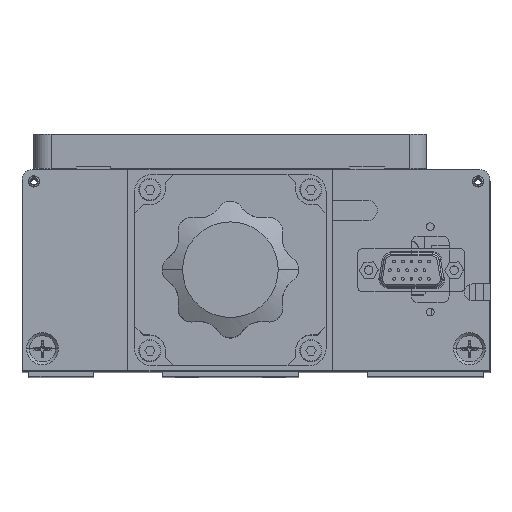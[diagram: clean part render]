
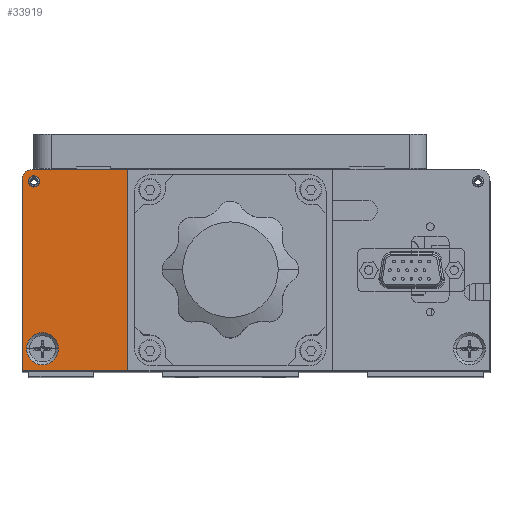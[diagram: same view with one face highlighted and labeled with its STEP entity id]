
A CAD part, top view. The second image highlights one B-rep face of the part: STEP entity #33919.
In plain terms, the highlighted planar face has unit normal (0, 0, 1).
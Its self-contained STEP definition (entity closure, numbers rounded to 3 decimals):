
#894 = VERTEX_POINT ( 'NONE', #3882 ) ;
#1380 = CARTESIAN_POINT ( 'NONE',  ( -68.611, 50.082, 142.5 ) ) ;
#1453 = DIRECTION ( 'NONE',  ( 0., 0., 1. ) ) ;
#1693 = CIRCLE ( 'NONE', #30765, 1.65 ) ;
#1805 = EDGE_CURVE ( 'NONE', #894, #9722, #21176, .T. ) ;
#2635 = AXIS2_PLACEMENT_3D ( 'NONE', #25252, #5029, #28629 ) ;
#2938 = DIRECTION ( 'NONE',  ( 0., 0., 1. ) ) ;
#3250 = DIRECTION ( 'NONE',  ( 0., 1., 0. ) ) ;
#3772 = LINE ( 'NONE', #7244, #37511 ) ;
#3882 = CARTESIAN_POINT ( 'NONE',  ( -60.911, -2.418, 142.5 ) ) ;
#4086 = EDGE_CURVE ( 'NONE', #37804, #14169, #3772, .T. ) ;
#4113 = FACE_OUTER_BOUND ( 'NONE', #18845, .T. ) ;
#5029 = DIRECTION ( 'NONE',  ( 0., 0., 1. ) ) ;
#5577 = ORIENTED_EDGE ( 'NONE', *, *, #4086, .T. ) ;
#6628 = CARTESIAN_POINT ( 'NONE',  ( -65.611, -2.418, 142.5 ) ) ;
#7244 = CARTESIAN_POINT ( 'NONE',  ( -71.611, 47.082, 142.5 ) ) ;
#7760 = CARTESIAN_POINT ( 'NONE',  ( -71.611, 47.082, 142.5 ) ) ;
#7862 = ORIENTED_EDGE ( 'NONE', *, *, #28238, .T. ) ;
#7926 = ORIENTED_EDGE ( 'NONE', *, *, #39778, .F. ) ;
#8703 = DIRECTION ( 'NONE',  ( 0., 0., 1. ) ) ;
#9047 = LINE ( 'NONE', #20134, #25933 ) ;
#9419 = VERTEX_POINT ( 'NONE', #23472 ) ;
#9606 = VERTEX_POINT ( 'NONE', #1380 ) ;
#9722 = VERTEX_POINT ( 'NONE', #13118 ) ;
#10362 = DIRECTION ( 'NONE',  ( 1., 0., 0. ) ) ;
#10421 = AXIS2_PLACEMENT_3D ( 'NONE', #23151, #2938, #26534 ) ;
#10774 = DIRECTION ( 'NONE',  ( 0., -1., 0. ) ) ;
#10914 = EDGE_CURVE ( 'NONE', #9722, #894, #22521, .T. ) ;
#11416 = ORIENTED_EDGE ( 'NONE', *, *, #1805, .F. ) ;
#12495 = ORIENTED_EDGE ( 'NONE', *, *, #20823, .T. ) ;
#13112 = FACE_BOUND ( 'NONE', #39494, .T. ) ;
#13118 = CARTESIAN_POINT ( 'NONE',  ( -70.311, -2.418, 142.5 ) ) ;
#13165 = CARTESIAN_POINT ( 'NONE',  ( -68.611, 47.082, 142.5 ) ) ;
#13511 = CIRCLE ( 'NONE', #2635, 1.65 ) ;
#14169 = VERTEX_POINT ( 'NONE', #42284 ) ;
#16617 = DIRECTION ( 'NONE',  ( 1., 0., 0. ) ) ;
#16994 = CARTESIAN_POINT ( 'NONE',  ( -69.761, 46.582, 142.5 ) ) ;
#18473 = DIRECTION ( 'NONE',  ( -1., 0., 0. ) ) ;
#18845 = EDGE_LOOP ( 'NONE', ( #12495, #5577, #22953, #23696, #7862 ) ) ;
#19384 = VECTOR ( 'NONE', #18473, 1000. ) ;
#20134 = CARTESIAN_POINT ( 'NONE',  ( -40.611, 50.082, 142.5 ) ) ;
#20823 = EDGE_CURVE ( 'NONE', #9606, #37804, #39081, .T. ) ;
#20854 = EDGE_CURVE ( 'NONE', #9419, #26673, #9047, .T. ) ;
#21053 = FACE_BOUND ( 'NONE', #42620, .T. ) ;
#21176 = CIRCLE ( 'NONE', #30706, 4.7 ) ;
#21694 = VERTEX_POINT ( 'NONE', #22433 ) ;
#22433 = CARTESIAN_POINT ( 'NONE',  ( -66.461, 46.582, 142.5 ) ) ;
#22521 = CIRCLE ( 'NONE', #38187, 4.7 ) ;
#22885 = VECTOR ( 'NONE', #30573, 1000. ) ;
#22935 = DIRECTION ( 'NONE',  ( 1., 0., 0. ) ) ;
#22953 = ORIENTED_EDGE ( 'NONE', *, *, #31077, .T. ) ;
#23151 = CARTESIAN_POINT ( 'NONE',  ( -68.611, 47.082, 142.5 ) ) ;
#23472 = CARTESIAN_POINT ( 'NONE',  ( -40.611, -8.918, 142.5 ) ) ;
#23696 = ORIENTED_EDGE ( 'NONE', *, *, #20854, .T. ) ;
#25252 = CARTESIAN_POINT ( 'NONE',  ( -68.111, 46.582, 142.5 ) ) ;
#25933 = VECTOR ( 'NONE', #3250, 1000. ) ;
#26350 = AXIS2_PLACEMENT_3D ( 'NONE', #13165, #36695, #16617 ) ;
#26534 = DIRECTION ( 'NONE',  ( 1., 0., 0. ) ) ;
#26673 = VERTEX_POINT ( 'NONE', #35099 ) ;
#27197 = CARTESIAN_POINT ( 'NONE',  ( -40.611, -8.918, 142.5 ) ) ;
#28001 = ORIENTED_EDGE ( 'NONE', *, *, #35206, .F. ) ;
#28238 = EDGE_CURVE ( 'NONE', #26673, #9606, #32998, .T. ) ;
#28629 = DIRECTION ( 'NONE',  ( 1., 0., 0. ) ) ;
#28872 = CARTESIAN_POINT ( 'NONE',  ( -68.111, 46.582, 142.5 ) ) ;
#29747 = PLANE ( 'NONE',  #10421 ) ;
#30573 = DIRECTION ( 'NONE',  ( 1., 0., 0. ) ) ;
#30706 = AXIS2_PLACEMENT_3D ( 'NONE', #38361, #39073, #10362 ) ;
#30765 = AXIS2_PLACEMENT_3D ( 'NONE', #28872, #8703, #32260 ) ;
#30879 = ORIENTED_EDGE ( 'NONE', *, *, #10914, .F. ) ;
#31024 = VERTEX_POINT ( 'NONE', #16994 ) ;
#31077 = EDGE_CURVE ( 'NONE', #14169, #9419, #40727, .T. ) ;
#32260 = DIRECTION ( 'NONE',  ( 1., 0., 0. ) ) ;
#32998 = LINE ( 'NONE', #35158, #19384 ) ;
#33919 = ADVANCED_FACE ( 'NONE', ( #13112, #4113, #21053 ), #29747, .T. ) ;
#35099 = CARTESIAN_POINT ( 'NONE',  ( -40.611, 50.082, 142.5 ) ) ;
#35158 = CARTESIAN_POINT ( 'NONE',  ( -40.611, 50.082, 142.5 ) ) ;
#35206 = EDGE_CURVE ( 'NONE', #21694, #31024, #1693, .T. ) ;
#36695 = DIRECTION ( 'NONE',  ( 0., 0., 1. ) ) ;
#37511 = VECTOR ( 'NONE', #10774, 1000. ) ;
#37804 = VERTEX_POINT ( 'NONE', #7760 ) ;
#38187 = AXIS2_PLACEMENT_3D ( 'NONE', #6628, #1453, #22935 ) ;
#38361 = CARTESIAN_POINT ( 'NONE',  ( -65.611, -2.418, 142.5 ) ) ;
#39073 = DIRECTION ( 'NONE',  ( 0., 0., 1. ) ) ;
#39081 = CIRCLE ( 'NONE', #26350, 3. ) ;
#39494 = EDGE_LOOP ( 'NONE', ( #11416, #30879 ) ) ;
#39778 = EDGE_CURVE ( 'NONE', #31024, #21694, #13511, .T. ) ;
#40727 = LINE ( 'NONE', #27197, #22885 ) ;
#42284 = CARTESIAN_POINT ( 'NONE',  ( -71.611, -8.918, 142.5 ) ) ;
#42620 = EDGE_LOOP ( 'NONE', ( #7926, #28001 ) ) ;
